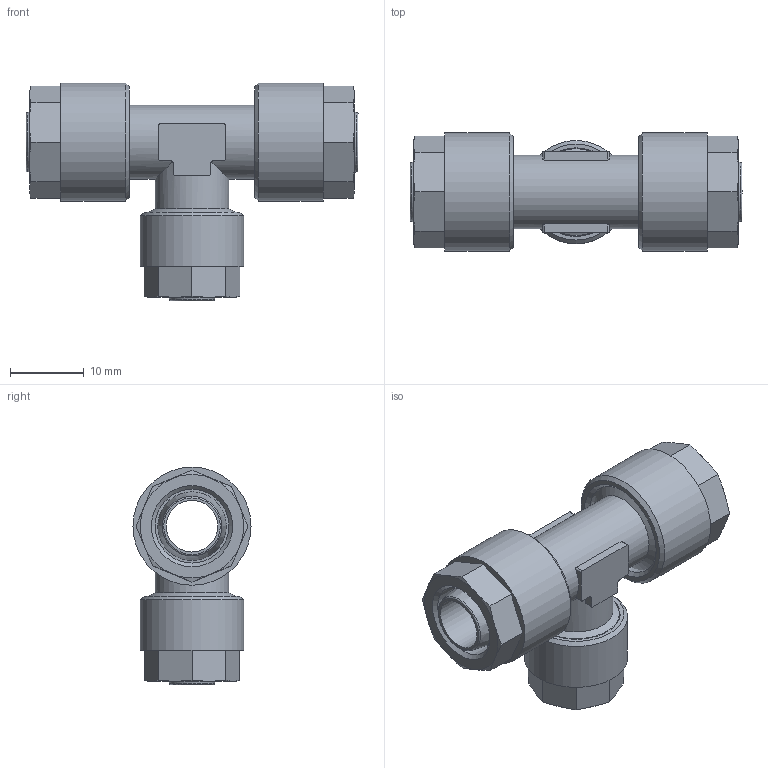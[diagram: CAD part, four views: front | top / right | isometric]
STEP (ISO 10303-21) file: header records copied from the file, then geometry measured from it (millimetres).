
FILE_DESCRIPTION(( 'MC.19.10.08.STP' ), '1');
FILE_NAME( 'MC.19.10.08.STP', '2018-10-01T17:06:09',( 'Sopra'),('sopra-pneumatic.com'), 'SwSTEP 2.0','SolidWorks 2009','' );
FILE_SCHEMA (('AUTOMOTIVE_DESIGN { 1 0 10303 214 1 1 1 1 }'));
Length unit declared in the file: millimetre
Products named in the file (5): Root; 17007; 17006; R12307
Assembly tree (4 placements, depth 2):
  Root
    17007
    17007
    17006
    R12307
Bounding box: 45 x 16 x 29.5 mm (x, y, z)
Volume: 6042.3 mm3; surface area: 7303.2 mm2
Topology: 4 solids, 4 shells, 146 faces, 359 edges, 230 vertices
Faces by surface type: plane 60, cone 45, cylinder 35, torus 6
Full cylindrical faces by diameter (mm): 5 x1, 6.4 x1, 7 x1, 8 x1, 8.5 x2, 10 x4, 10.773 x1, 12 x1, 12.773 x2, 14 x3, 16 x2
Entity records: 10156 total; most frequent: CARTESIAN_POINT 4063, DIRECTION 726, PRESENTATION_STYLE_ASSIGNMENT 570, COLOUR_RGB 567, DRAUGHTING_PRE_DEFINED_CURVE_FONT 566, CURVE_STYLE 566, OVER_RIDING_STYLED_ITEM 566, ORIENTED_EDGE 566
